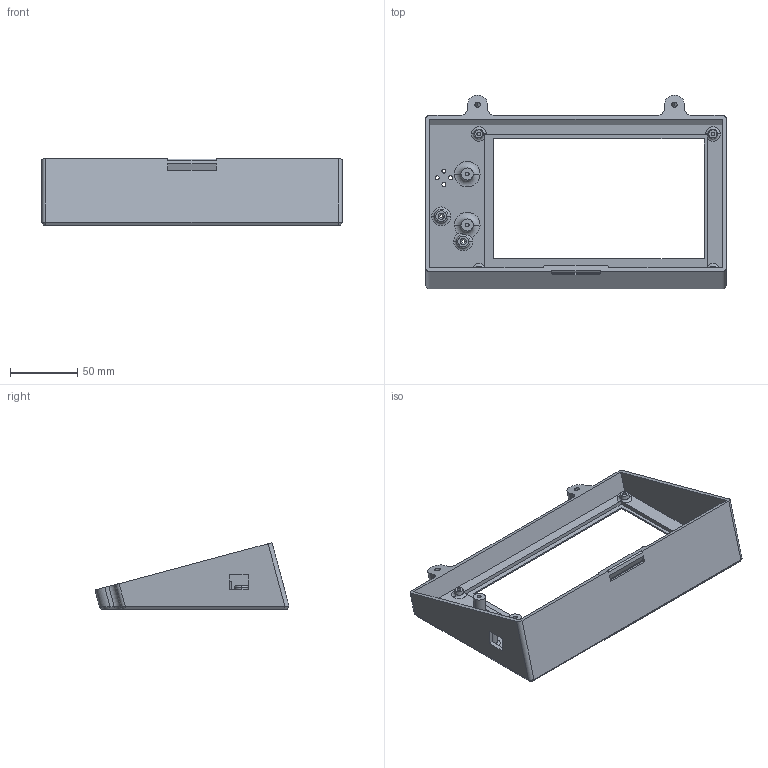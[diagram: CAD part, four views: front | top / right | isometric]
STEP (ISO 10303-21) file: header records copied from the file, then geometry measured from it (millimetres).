
FILE_DESCRIPTION (( 'STEP AP203' ), '1' );
FILE_NAME ('PanelDue 7-LCD Case.STEP', '2016-04-14T23:01:10', ( '' ), ( '' ), 'SwSTEP 2.0', 'SolidWorks 2015', '' );
FILE_SCHEMA (( 'CONFIG_CONTROL_DESIGN' ));
Length unit declared in the file: millimetre
Products named in the file (1): PanelDue 7-LCD Case
Bounding box: 224 x 144.52 x 49.65 mm (x, y, z)
Volume: 124200.1 mm3; surface area: 78666 mm2
Topology: 1 solids, 1 shells, 167 faces, 409 edges, 258 vertices
Faces by surface type: plane 68, cylinder 57, torus 24, bspline 10, cone 8
Entity records: 6299 total; most frequent: CARTESIAN_POINT 2252, DIRECTION 834, ORIENTED_EDGE 818, EDGE_CURVE 409, AXIS2_PLACEMENT_3D 324, VERTEX_POINT 258, EDGE_LOOP 201, VECTOR 186
